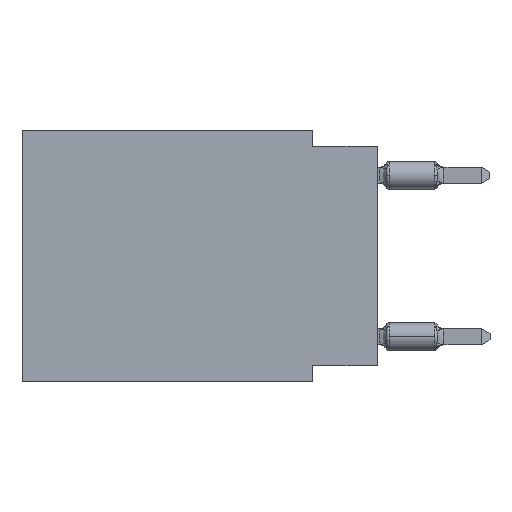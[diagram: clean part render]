
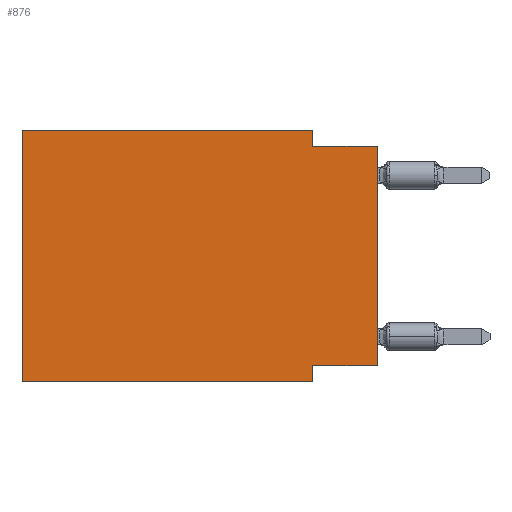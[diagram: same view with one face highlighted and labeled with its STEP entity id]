
A CAD part, left-side view. The second image highlights one B-rep face of the part: STEP entity #876.
In plain terms, the highlighted planar face has unit normal (-1, 0, 0).
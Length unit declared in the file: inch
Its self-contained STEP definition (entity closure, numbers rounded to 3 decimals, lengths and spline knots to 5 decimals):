
#135 = DIRECTION ( 'NONE',  ( 1., 0., 0. ) ) ;
#331 = CARTESIAN_POINT ( 'NONE',  ( 0., 0., 0. ) ) ;
#613 = EDGE_CURVE ( 'NONE', #14898, #13359, #14085, .T. ) ;
#707 = EDGE_CURVE ( 'NONE', #11388, #1167, #1086, .T. ) ;
#783 = CARTESIAN_POINT ( 'NONE',  ( 0., 0., -0.365 ) ) ;
#876 = ADVANCED_FACE ( 'NONE', ( #7386 ), #1483, .F. ) ;
#878 = EDGE_CURVE ( 'NONE', #11388, #5743, #10012, .T. ) ;
#1086 = LINE ( 'NONE', #10872, #14336 ) ;
#1167 = VERTEX_POINT ( 'NONE', #14398 ) ;
#1201 = EDGE_CURVE ( 'NONE', #15355, #13359, #5226, .T. ) ;
#1255 = ORIENTED_EDGE ( 'NONE', *, *, #707, .F. ) ;
#1483 = PLANE ( 'NONE',  #5908 ) ;
#1915 = EDGE_CURVE ( 'NONE', #14898, #13974, #7094, .T. ) ;
#2693 = DIRECTION ( 'NONE',  ( 0., -1., 0. ) ) ;
#2995 = EDGE_CURVE ( 'NONE', #5291, #15355, #11786, .T. ) ;
#3642 = VECTOR ( 'NONE', #11528, 39.37008 ) ;
#3675 = CARTESIAN_POINT ( 'NONE',  ( 0., 0., -0.025 ) ) ;
#3974 = ORIENTED_EDGE ( 'NONE', *, *, #7043, .F. ) ;
#4375 = ORIENTED_EDGE ( 'NONE', *, *, #613, .T. ) ;
#4998 = DIRECTION ( 'NONE',  ( 0., 0., -1. ) ) ;
#5164 = DIRECTION ( 'NONE',  ( 0., -1., 0. ) ) ;
#5226 = LINE ( 'NONE', #8727, #8484 ) ;
#5291 = VERTEX_POINT ( 'NONE', #6114 ) ;
#5315 = CARTESIAN_POINT ( 'NONE',  ( 0., 0.55, 0. ) ) ;
#5567 = LINE ( 'NONE', #10416, #7274 ) ;
#5743 = VERTEX_POINT ( 'NONE', #8338 ) ;
#5908 = AXIS2_PLACEMENT_3D ( 'NONE', #11039, #135, #4998 ) ;
#5942 = DIRECTION ( 'NONE',  ( 0., 0., 1. ) ) ;
#6114 = CARTESIAN_POINT ( 'NONE',  ( 0., 0.1, 0. ) ) ;
#6115 = ORIENTED_EDGE ( 'NONE', *, *, #2995, .F. ) ;
#6472 = EDGE_CURVE ( 'NONE', #13974, #5743, #5567, .T. ) ;
#7043 = EDGE_CURVE ( 'NONE', #1167, #5291, #8821, .T. ) ;
#7094 = LINE ( 'NONE', #783, #15626 ) ;
#7142 = VECTOR ( 'NONE', #2693, 39.37008 ) ;
#7274 = VECTOR ( 'NONE', #15298, 39.37008 ) ;
#7386 = FACE_OUTER_BOUND ( 'NONE', #8009, .T. ) ;
#7610 = DIRECTION ( 'NONE',  ( 0., -1., 0. ) ) ;
#7716 = CARTESIAN_POINT ( 'NONE',  ( 0., 0.1, -0.365 ) ) ;
#8009 = EDGE_LOOP ( 'NONE', ( #4375, #12763, #6115, #3974, #1255, #13941, #12376, #9479 ) ) ;
#8338 = CARTESIAN_POINT ( 'NONE',  ( 0., 0.1, -0.39 ) ) ;
#8484 = VECTOR ( 'NONE', #7610, 39.37008 ) ;
#8727 = CARTESIAN_POINT ( 'NONE',  ( 0., 0., -0.025 ) ) ;
#8821 = LINE ( 'NONE', #5315, #7142 ) ;
#9479 = ORIENTED_EDGE ( 'NONE', *, *, #1915, .F. ) ;
#10012 = LINE ( 'NONE', #11197, #14833 ) ;
#10416 = CARTESIAN_POINT ( 'NONE',  ( 0., 0.1, -0.39 ) ) ;
#10822 = DIRECTION ( 'NONE',  ( 0., 0., -1. ) ) ;
#10872 = CARTESIAN_POINT ( 'NONE',  ( 0., 0.55, 0. ) ) ;
#11039 = CARTESIAN_POINT ( 'NONE',  ( 0., 0.55, 0. ) ) ;
#11197 = CARTESIAN_POINT ( 'NONE',  ( 0., 0.55, -0.39 ) ) ;
#11388 = VERTEX_POINT ( 'NONE', #12069 ) ;
#11457 = VECTOR ( 'NONE', #10822, 39.37008 ) ;
#11528 = DIRECTION ( 'NONE',  ( 0., 0., 1. ) ) ;
#11786 = LINE ( 'NONE', #13296, #11457 ) ;
#11789 = CARTESIAN_POINT ( 'NONE',  ( 0., 0.1, -0.025 ) ) ;
#12069 = CARTESIAN_POINT ( 'NONE',  ( 0., 0.55, -0.39 ) ) ;
#12376 = ORIENTED_EDGE ( 'NONE', *, *, #6472, .F. ) ;
#12725 = CARTESIAN_POINT ( 'NONE',  ( 0., 0., -0.365 ) ) ;
#12763 = ORIENTED_EDGE ( 'NONE', *, *, #1201, .F. ) ;
#12973 = DIRECTION ( 'NONE',  ( 0., 1., 0. ) ) ;
#13296 = CARTESIAN_POINT ( 'NONE',  ( 0., 0.1, 0. ) ) ;
#13359 = VERTEX_POINT ( 'NONE', #3675 ) ;
#13941 = ORIENTED_EDGE ( 'NONE', *, *, #878, .T. ) ;
#13974 = VERTEX_POINT ( 'NONE', #7716 ) ;
#14085 = LINE ( 'NONE', #331, #3642 ) ;
#14336 = VECTOR ( 'NONE', #5942, 39.37008 ) ;
#14398 = CARTESIAN_POINT ( 'NONE',  ( 0., 0.55, 0. ) ) ;
#14833 = VECTOR ( 'NONE', #5164, 39.37008 ) ;
#14898 = VERTEX_POINT ( 'NONE', #12725 ) ;
#15298 = DIRECTION ( 'NONE',  ( 0., 0., -1. ) ) ;
#15355 = VERTEX_POINT ( 'NONE', #11789 ) ;
#15626 = VECTOR ( 'NONE', #12973, 39.37008 ) ;
